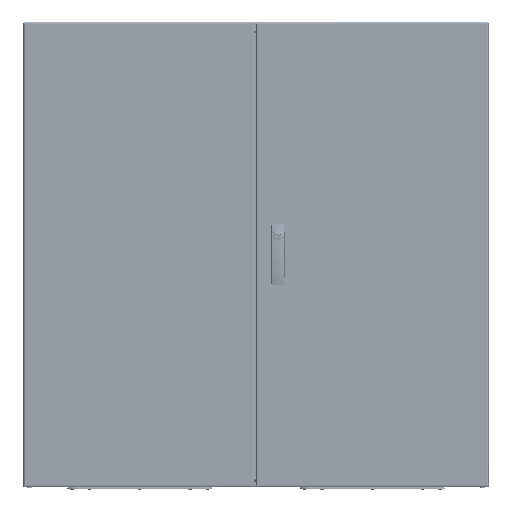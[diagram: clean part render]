
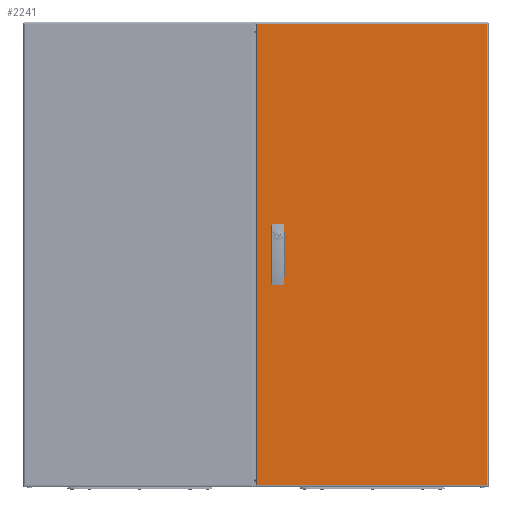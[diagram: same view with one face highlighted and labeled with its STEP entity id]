
A CAD part, top view. The second image highlights one B-rep face of the part: STEP entity #2241.
In plain terms, the highlighted face is planar.
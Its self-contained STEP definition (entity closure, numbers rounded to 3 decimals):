
#442 = CARTESIAN_POINT ( 'NONE',  ( 296.25, -594.402, 0. ) ) ;
#450 = CARTESIAN_POINT ( 'NONE',  ( 255.85, -75.1, 0. ) ) ;
#609 = CARTESIAN_POINT ( 'NONE',  ( -296.25, -594.402, 0. ) ) ;
#647 = CARTESIAN_POINT ( 'NONE',  ( -295.152, -595.5, 0. ) ) ;
#721 = CARTESIAN_POINT ( 'NONE',  ( -296.25, 594.402, 0. ) ) ;
#742 = CARTESIAN_POINT ( 'NONE',  ( 230.65, -75.1, 0. ) ) ;
#776 = CARTESIAN_POINT ( 'NONE',  ( -295.152, 595.5, 0. ) ) ;
#805 = CARTESIAN_POINT ( 'NONE',  ( 295.152, 595.5, 0. ) ) ;
#838 = CARTESIAN_POINT ( 'NONE',  ( 255.85, -24.9, 0. ) ) ;
#933 = CARTESIAN_POINT ( 'NONE',  ( 255.85, 24.9, 0. ) ) ;
#1044 = CARTESIAN_POINT ( 'NONE',  ( 255.85, 75.1, 0. ) ) ;
#1055 = CARTESIAN_POINT ( 'NONE',  ( 230.65, 24.9, 0. ) ) ;
#1060 = CARTESIAN_POINT ( 'NONE',  ( 295.152, -595.5, 0. ) ) ;
#1174 = CARTESIAN_POINT ( 'NONE',  ( 296.25, 594.402, 0. ) ) ;
#2241 = ADVANCED_FACE ( 'NONE', ( #70275, #70257, #71626 ), #91861, .F. ) ;
#5767 = LINE ( 'NONE', #80249, #5773 ) ;
#5773 = VECTOR ( 'NONE', #81122, 1000. ) ;
#5828 = LINE ( 'NONE', #81221, #5830 ) ;
#5830 = VECTOR ( 'NONE', #81237, 1000. ) ;
#5865 = LINE ( 'NONE', #80757, #5869 ) ;
#5869 = VECTOR ( 'NONE', #80214, 1000. ) ;
#5976 = LINE ( 'NONE', #80293, #5978 ) ;
#5978 = VECTOR ( 'NONE', #80314, 1000. ) ;
#6159 = LINE ( 'NONE', #8228, #6161 ) ;
#6161 = VECTOR ( 'NONE', #8229, 1000. ) ;
#6200 = LINE ( 'NONE', #8272, #6203 ) ;
#6203 = VECTOR ( 'NONE', #8273, 1000. ) ;
#6204 = LINE ( 'NONE', #8285, #6205 ) ;
#6205 = VECTOR ( 'NONE', #8281, 1000. ) ;
#6387 = LINE ( 'NONE', #21727, #6407 ) ;
#6407 = VECTOR ( 'NONE', #21743, 1000. ) ;
#6421 = CIRCLE ( 'NONE', #73307, 3. ) ;
#6426 = LINE ( 'NONE', #21568, #6428 ) ;
#6428 = VECTOR ( 'NONE', #21181, 1000. ) ;
#6430 = LINE ( 'NONE', #20896, #6432 ) ;
#6432 = VECTOR ( 'NONE', #20934, 1000. ) ;
#6584 = CIRCLE ( 'NONE', #73316, 3. ) ;
#8228 = CARTESIAN_POINT ( 'NONE',  ( 230.65, 24.9, 0. ) ) ;
#8229 = DIRECTION ( 'NONE',  ( 0., 1., 0. ) ) ;
#8272 = CARTESIAN_POINT ( 'NONE',  ( 255.85, -75.1, 0. ) ) ;
#8273 = DIRECTION ( 'NONE',  ( -1., 0., 0. ) ) ;
#8281 = DIRECTION ( 'NONE',  ( 0., 1., 0. ) ) ;
#8285 = CARTESIAN_POINT ( 'NONE',  ( 230.65, -24.9, 0. ) ) ;
#11981 = VERTEX_POINT ( 'NONE', #38276 ) ;
#11987 = VERTEX_POINT ( 'NONE', #37594 ) ;
#20311 = DIRECTION ( 'NONE',  ( 1., 0., 0. ) ) ;
#20317 = CARTESIAN_POINT ( 'NONE',  ( -311.25, -595.5, 0. ) ) ;
#20320 = CARTESIAN_POINT ( 'NONE',  ( -297.75, 597., 0. ) ) ;
#20502 = DIRECTION ( 'NONE',  ( 1., 0., 0. ) ) ;
#20509 = DIRECTION ( 'NONE',  ( 0., 0., 1. ) ) ;
#20585 = DIRECTION ( 'NONE',  ( 1., 0., 0. ) ) ;
#20668 = DIRECTION ( 'NONE',  ( 1., 0., 0. ) ) ;
#20896 = CARTESIAN_POINT ( 'NONE',  ( -296.25, -610.5, 0. ) ) ;
#20934 = DIRECTION ( 'NONE',  ( 0., -1., 0. ) ) ;
#21181 = DIRECTION ( 'NONE',  ( -1., 0., 0. ) ) ;
#21379 = CARTESIAN_POINT ( 'NONE',  ( -311.25, 595.5, 0. ) ) ;
#21464 = CARTESIAN_POINT ( 'NONE',  ( -297.75, -597., 0. ) ) ;
#21491 = DIRECTION ( 'NONE',  ( 1., 0., 0. ) ) ;
#21492 = DIRECTION ( 'NONE',  ( 0., 0., -1. ) ) ;
#21568 = CARTESIAN_POINT ( 'NONE',  ( 255.85, 24.9, 0. ) ) ;
#21578 = DIRECTION ( 'NONE',  ( -1., 0., 0. ) ) ;
#21579 = DIRECTION ( 'NONE',  ( 0., 0., -1. ) ) ;
#21607 = DIRECTION ( 'NONE',  ( 0., 0., 1. ) ) ;
#21622 = CARTESIAN_POINT ( 'NONE',  ( 297.75, -597., 0. ) ) ;
#21727 = CARTESIAN_POINT ( 'NONE',  ( 296.25, -610.5, 0. ) ) ;
#21743 = DIRECTION ( 'NONE',  ( 0., -1., 0. ) ) ;
#21760 = CARTESIAN_POINT ( 'NONE',  ( 297.75, 597., 0. ) ) ;
#30907 = EDGE_CURVE ( 'NONE', #41646, #41659, #5767, .T. ) ;
#31001 = EDGE_CURVE ( 'NONE', #41381, #42009, #5828, .T. ) ;
#31039 = EDGE_CURVE ( 'NONE', #11981, #41646, #5865, .T. ) ;
#31147 = EDGE_CURVE ( 'NONE', #11987, #41381, #5976, .T. ) ;
#31325 = EDGE_CURVE ( 'NONE', #41482, #11981, #6159, .T. ) ;
#31356 = EDGE_CURVE ( 'NONE', #42009, #41829, #6200, .T. ) ;
#31358 = EDGE_CURVE ( 'NONE', #41829, #11987, #6204, .T. ) ;
#31515 = EDGE_CURVE ( 'NONE', #41585, #41789, #6387, .T. ) ;
#31517 = EDGE_CURVE ( 'NONE', #41470, #41585, #6421, .T. ) ;
#31527 = EDGE_CURVE ( 'NONE', #41659, #41482, #6426, .T. ) ;
#31530 = EDGE_CURVE ( 'NONE', #41674, #41660, #6430, .T. ) ;
#31643 = EDGE_CURVE ( 'NONE', #41660, #41449, #6584, .T. ) ;
#31722 = EDGE_CURVE ( 'NONE', #42081, #41789, #86035, .T. ) ;
#31738 = EDGE_CURVE ( 'NONE', #41449, #42081, #86131, .T. ) ;
#31739 = EDGE_CURVE ( 'NONE', #41418, #41470, #86116, .T. ) ;
#31742 = EDGE_CURVE ( 'NONE', #41674, #41418, #86173, .T. ) ;
#37594 = CARTESIAN_POINT ( 'NONE',  ( 230.65, -24.9, 0. ) ) ;
#38276 = CARTESIAN_POINT ( 'NONE',  ( 230.65, 75.1, 0. ) ) ;
#41381 = VERTEX_POINT ( 'NONE', #838 ) ;
#41418 = VERTEX_POINT ( 'NONE', #776 ) ;
#41449 = VERTEX_POINT ( 'NONE', #647 ) ;
#41470 = VERTEX_POINT ( 'NONE', #805 ) ;
#41482 = VERTEX_POINT ( 'NONE', #1055 ) ;
#41585 = VERTEX_POINT ( 'NONE', #1174 ) ;
#41646 = VERTEX_POINT ( 'NONE', #1044 ) ;
#41659 = VERTEX_POINT ( 'NONE', #933 ) ;
#41660 = VERTEX_POINT ( 'NONE', #609 ) ;
#41674 = VERTEX_POINT ( 'NONE', #721 ) ;
#41789 = VERTEX_POINT ( 'NONE', #442 ) ;
#41829 = VERTEX_POINT ( 'NONE', #742 ) ;
#42009 = VERTEX_POINT ( 'NONE', #450 ) ;
#42081 = VERTEX_POINT ( 'NONE', #1060 ) ;
#45722 = AXIS2_PLACEMENT_3D ( 'NONE', #91835, #91674, #91621 ) ;
#66382 = ORIENTED_EDGE ( 'NONE', *, *, #31039, .F. ) ;
#66418 = ORIENTED_EDGE ( 'NONE', *, *, #31527, .F. ) ;
#66434 = ORIENTED_EDGE ( 'NONE', *, *, #30907, .F. ) ;
#66649 = ORIENTED_EDGE ( 'NONE', *, *, #31356, .F. ) ;
#66667 = ORIENTED_EDGE ( 'NONE', *, *, #31001, .F. ) ;
#66702 = ORIENTED_EDGE ( 'NONE', *, *, #31742, .T. ) ;
#66712 = ORIENTED_EDGE ( 'NONE', *, *, #31358, .F. ) ;
#66777 = ORIENTED_EDGE ( 'NONE', *, *, #31738, .F. ) ;
#66843 = ORIENTED_EDGE ( 'NONE', *, *, #31530, .F. ) ;
#66957 = ORIENTED_EDGE ( 'NONE', *, *, #31722, .F. ) ;
#67040 = ORIENTED_EDGE ( 'NONE', *, *, #31325, .F. ) ;
#67246 = ORIENTED_EDGE ( 'NONE', *, *, #31517, .T. ) ;
#67446 = ORIENTED_EDGE ( 'NONE', *, *, #31147, .F. ) ;
#67717 = ORIENTED_EDGE ( 'NONE', *, *, #31643, .F. ) ;
#67728 = ORIENTED_EDGE ( 'NONE', *, *, #31515, .T. ) ;
#68034 = ORIENTED_EDGE ( 'NONE', *, *, #31739, .T. ) ;
#70257 = FACE_BOUND ( 'NONE', #96031, .T. ) ;
#70275 = FACE_BOUND ( 'NONE', #97100, .T. ) ;
#71626 = FACE_OUTER_BOUND ( 'NONE', #96040, .T. ) ;
#73043 = AXIS2_PLACEMENT_3D ( 'NONE', #21622, #21579, #21578 ) ;
#73291 = AXIS2_PLACEMENT_3D ( 'NONE', #20320, #20509, #20502 ) ;
#73307 = AXIS2_PLACEMENT_3D ( 'NONE', #21760, #21607, #20668 ) ;
#73316 = AXIS2_PLACEMENT_3D ( 'NONE', #21464, #21492, #21491 ) ;
#80214 = DIRECTION ( 'NONE',  ( 1., 0., 0. ) ) ;
#80249 = CARTESIAN_POINT ( 'NONE',  ( 255.85, 75.1, 0. ) ) ;
#80293 = CARTESIAN_POINT ( 'NONE',  ( 255.85, -24.9, 0. ) ) ;
#80314 = DIRECTION ( 'NONE',  ( 1., 0., 0. ) ) ;
#80757 = CARTESIAN_POINT ( 'NONE',  ( 255.85, 75.1, 0. ) ) ;
#81122 = DIRECTION ( 'NONE',  ( 0., -1., 0. ) ) ;
#81221 = CARTESIAN_POINT ( 'NONE',  ( 255.85, -75.1, 0. ) ) ;
#81237 = DIRECTION ( 'NONE',  ( 0., -1., 0. ) ) ;
#86035 = CIRCLE ( 'NONE', #73043, 3. ) ;
#86116 = LINE ( 'NONE', #21379, #86140 ) ;
#86131 = LINE ( 'NONE', #20317, #86136 ) ;
#86136 = VECTOR ( 'NONE', #20311, 1000. ) ;
#86140 = VECTOR ( 'NONE', #20585, 1000. ) ;
#86173 = CIRCLE ( 'NONE', #73291, 3. ) ;
#91621 = DIRECTION ( 'NONE',  ( 1., 0., 0. ) ) ;
#91674 = DIRECTION ( 'NONE',  ( 0., 0., 1. ) ) ;
#91835 = CARTESIAN_POINT ( 'NONE',  ( -311.25, -610.5, 0. ) ) ;
#91861 = PLANE ( 'NONE',  #45722 ) ;
#96031 = EDGE_LOOP ( 'NONE', ( #66667, #67446, #66712, #66649 ) ) ;
#96040 = EDGE_LOOP ( 'NONE', ( #67246, #67728, #66957, #66777, #67717, #66843, #66702, #68034 ) ) ;
#97100 = EDGE_LOOP ( 'NONE', ( #67040, #66418, #66434, #66382 ) ) ;
